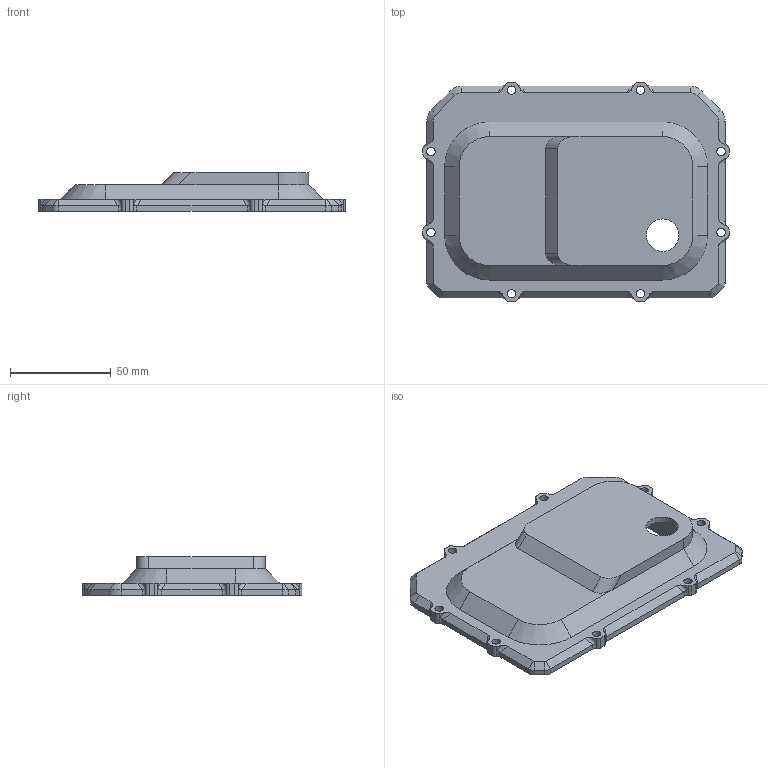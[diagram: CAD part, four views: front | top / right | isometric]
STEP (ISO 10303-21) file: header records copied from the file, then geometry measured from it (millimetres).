
FILE_DESCRIPTION(('HOOPS Exchange Step'),'2;1');
FILE_NAME('temp_export','2021-10-16T19:15:23-04:00',('poastoast'),('Shapr3D Limited'),'HOOPS Exchange 2021.1','Shapr3D','Authorized');
FILE_SCHEMA( ('AP203_CONFIGURATION_CONTROLLED_3D_DESIGN_OF_MECHANICAL_PARTS_AND_ASSEMBLIES_MIM_LF') );
Length unit declared in the file: millimetre
Products named in the file (1): 96353493-52F0-4DFC-A275-8F1F9296FD43.tmp
Bounding box: 152 x 109 x 19.2 mm (x, y, z)
Volume: 79324.6 mm3; surface area: 41298 mm2
Topology: 1 solids, 1 shells, 356 faces, 942 edges, 592 vertices
Faces by surface type: plane 173, cylinder 123, cone 60
Full cylindrical faces by diameter (mm): 4.2 x8, 16.2 x1
Entity records: 11020 total; most frequent: DIRECTION 1974, CARTESIAN_POINT 1891, ORIENTED_EDGE 1884, EDGE_CURVE 942, AXIS2_PLACEMENT_3D 675, VECTOR 624, LINE 624, VERTEX_POINT 592
